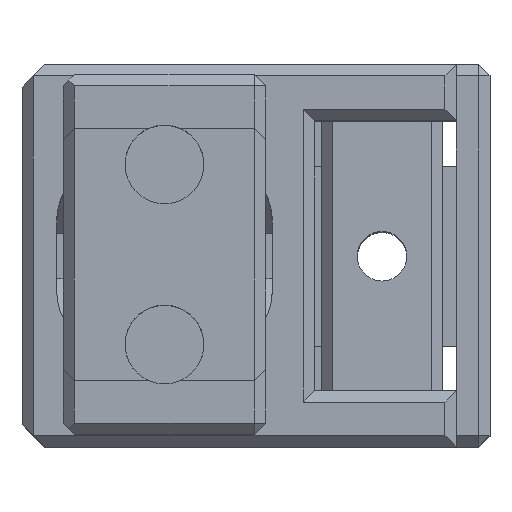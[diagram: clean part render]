
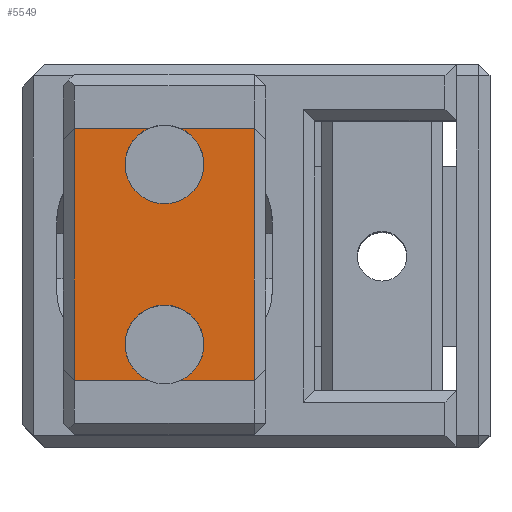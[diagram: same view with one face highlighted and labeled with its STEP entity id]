
A CAD part, top view. The second image highlights one B-rep face of the part: STEP entity #5549.
In plain terms, the highlighted face is planar.
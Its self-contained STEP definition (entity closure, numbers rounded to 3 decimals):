
#468=PLANE('',#5957);
#749=FACE_OUTER_BOUND('',#1086,.T.);
#1086=EDGE_LOOP('',(#4893,#4894,#4895,#4896,#4897,#4898,#4899,#4900,#4901));
#1490=LINE('',#8815,#2080);
#1531=LINE('',#9150,#2121);
#1606=LINE('',#9572,#2196);
#1610=LINE('',#9578,#2200);
#1611=LINE('',#9580,#2201);
#1612=LINE('',#9581,#2202);
#2080=VECTOR('',#6742,10.);
#2121=VECTOR('',#6817,10.);
#2196=VECTOR('',#7042,10.);
#2200=VECTOR('',#7050,10.);
#2201=VECTOR('',#7053,10.);
#2202=VECTOR('',#7054,10.);
#2413=CIRCLE('',#5935,1.75);
#2419=CIRCLE('',#5946,1.75);
#2420=CIRCLE('',#5947,1.75);
#2713=VERTEX_POINT('',#8808);
#2715=VERTEX_POINT('',#8814);
#2757=VERTEX_POINT('',#9143);
#2759=VERTEX_POINT('',#9149);
#2811=VERTEX_POINT('',#9526);
#2813=VERTEX_POINT('',#9529);
#2819=VERTEX_POINT('',#9551);
#2821=VERTEX_POINT('',#9555);
#2822=VERTEX_POINT('',#9557);
#3343=EDGE_CURVE('',#2715,#2713,#1490,.T.);
#3408=EDGE_CURVE('',#2759,#2757,#1531,.T.);
#3507=EDGE_CURVE('',#2813,#2811,#2413,.T.);
#3521=EDGE_CURVE('',#2822,#2821,#2419,.T.);
#3523=EDGE_CURVE('',#2819,#2822,#2420,.T.);
#3528=EDGE_CURVE('',#2821,#2757,#1606,.T.);
#3532=EDGE_CURVE('',#2813,#2759,#1610,.T.);
#3533=EDGE_CURVE('',#2715,#2819,#1611,.T.);
#3534=EDGE_CURVE('',#2713,#2811,#1612,.T.);
#4893=ORIENTED_EDGE('',*,*,#3343,.F.);
#4894=ORIENTED_EDGE('',*,*,#3533,.T.);
#4895=ORIENTED_EDGE('',*,*,#3523,.T.);
#4896=ORIENTED_EDGE('',*,*,#3521,.T.);
#4897=ORIENTED_EDGE('',*,*,#3528,.T.);
#4898=ORIENTED_EDGE('',*,*,#3408,.F.);
#4899=ORIENTED_EDGE('',*,*,#3532,.F.);
#4900=ORIENTED_EDGE('',*,*,#3507,.T.);
#4901=ORIENTED_EDGE('',*,*,#3534,.F.);
#5549=ADVANCED_FACE('',(#749),#468,.T.);
#5935=AXIS2_PLACEMENT_3D('',#9530,#6991,#6992);
#5946=AXIS2_PLACEMENT_3D('',#9558,#7021,#7022);
#5947=AXIS2_PLACEMENT_3D('',#9560,#7024,#7025);
#5957=AXIS2_PLACEMENT_3D('',#9579,#7051,#7052);
#6742=DIRECTION('',(0.,0.,-1.));
#6817=DIRECTION('',(0.,0.,1.));
#6991=DIRECTION('center_axis',(1.,0.,0.));
#6992=DIRECTION('ref_axis',(0.,0.,1.));
#7021=DIRECTION('center_axis',(1.,0.,0.));
#7022=DIRECTION('ref_axis',(0.,0.,1.));
#7024=DIRECTION('center_axis',(1.,0.,0.));
#7025=DIRECTION('ref_axis',(0.,0.,1.));
#7042=DIRECTION('',(0.,1.,0.));
#7050=DIRECTION('',(0.,1.,0.));
#7051=DIRECTION('center_axis',(-1.,0.,0.));
#7052=DIRECTION('ref_axis',(0.,0.,1.));
#7053=DIRECTION('',(0.,1.,0.));
#7054=DIRECTION('',(0.,1.,0.));
#8808=CARTESIAN_POINT('',(0.,0.5,-11.2));
#8814=CARTESIAN_POINT('',(0.,0.5,0.));
#8815=CARTESIAN_POINT('',(0.,0.5,-8.4));
#9143=CARTESIAN_POINT('',(0.,8.5,0.));
#9149=CARTESIAN_POINT('',(0.,8.5,-11.2));
#9150=CARTESIAN_POINT('',(0.,8.5,-8.4));
#9526=CARTESIAN_POINT('',(0.,3.791,-11.2));
#9529=CARTESIAN_POINT('',(0.,5.209,-11.2));
#9530=CARTESIAN_POINT('Origin',(0.,4.5,-9.6));
#9551=CARTESIAN_POINT('',(0.,3.791,0.));
#9555=CARTESIAN_POINT('',(0.,5.209,0.));
#9557=CARTESIAN_POINT('',(0.,4.5,-3.35));
#9558=CARTESIAN_POINT('Origin',(0.,4.5,-1.6));
#9560=CARTESIAN_POINT('Origin',(0.,4.5,-1.6));
#9572=CARTESIAN_POINT('',(0.,0.,0.));
#9578=CARTESIAN_POINT('',(0.,0.,-11.2));
#9579=CARTESIAN_POINT('Origin',(0.,0.,-11.2));
#9580=CARTESIAN_POINT('',(0.,0.,0.));
#9581=CARTESIAN_POINT('',(0.,0.,-11.2));
